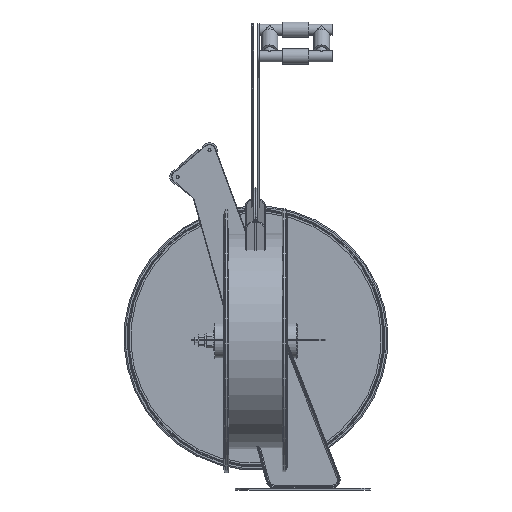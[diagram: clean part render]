
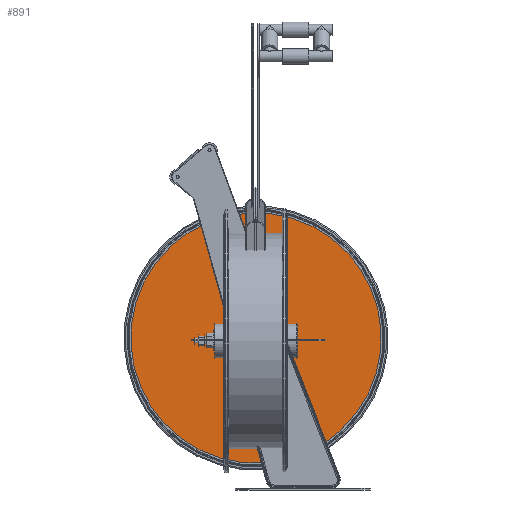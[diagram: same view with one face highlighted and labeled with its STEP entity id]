
A CAD part, left-side view. The second image highlights one B-rep face of the part: STEP entity #891.
In plain terms, the highlighted face is planar.
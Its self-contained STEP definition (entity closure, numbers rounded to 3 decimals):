
#891 = ADVANCED_FACE( '', ( #2288, #2289 ), #2290, .T. );
#2288 = FACE_BOUND( '', #4726, .T. );
#2289 = FACE_OUTER_BOUND( '', #4727, .T. );
#2290 = PLANE( '', #4728 );
#4726 = EDGE_LOOP( '', ( #7689 ) );
#4727 = EDGE_LOOP( '', ( #7690 ) );
#4728 = AXIS2_PLACEMENT_3D( '', #7691, #7692, #7693 );
#7689 = ORIENTED_EDGE( '', *, *, #9614, .T. );
#7690 = ORIENTED_EDGE( '', *, *, #10245, .T. );
#7691 = CARTESIAN_POINT( '', ( 197.34, 51., -197.34 ) );
#7692 = DIRECTION( '', ( 0., 1., 0. ) );
#7693 = DIRECTION( '', ( -1., 0., 0. ) );
#9614 = EDGE_CURVE( '', #10899, #10899, #10900, .F. );
#10245 = EDGE_CURVE( '', #11895, #11895, #11896, .T. );
#10899 = VERTEX_POINT( '', #13044 );
#10900 = CIRCLE( '', #13045, 28.404 );
#11895 = VERTEX_POINT( '', #15066 );
#11896 = CIRCLE( '', #15067, 202. );
#13044 = CARTESIAN_POINT( '', ( 0., 51., 28.404 ) );
#13045 = AXIS2_PLACEMENT_3D( '', #16096, #16097, #16098 );
#15066 = CARTESIAN_POINT( '', ( -202., 51., 0. ) );
#15067 = AXIS2_PLACEMENT_3D( '', #16993, #16994, #16995 );
#16096 = CARTESIAN_POINT( '', ( 0., 51., 0. ) );
#16097 = DIRECTION( '', ( 0., 1., 0. ) );
#16098 = DIRECTION( '', ( 0., 0., 1. ) );
#16993 = CARTESIAN_POINT( '', ( 0., 51., 0. ) );
#16994 = DIRECTION( '', ( 0., 1., 0. ) );
#16995 = DIRECTION( '', ( -1., 0., 0. ) );
